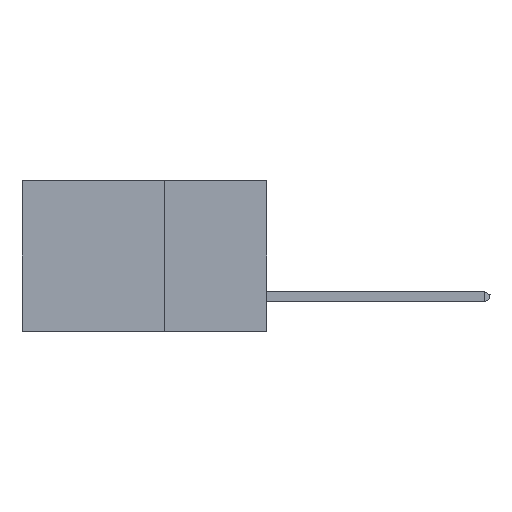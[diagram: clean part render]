
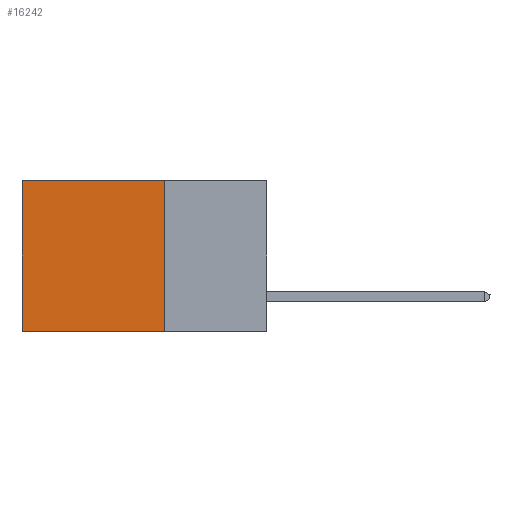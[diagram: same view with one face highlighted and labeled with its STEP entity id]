
A CAD part, left-side view. The second image highlights one B-rep face of the part: STEP entity #16242.
In plain terms, the highlighted planar face has unit normal (-1, 0, 0).
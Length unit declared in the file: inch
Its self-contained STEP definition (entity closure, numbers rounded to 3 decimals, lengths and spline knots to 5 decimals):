
#1250 = LINE ( 'NONE', #10671, #19400 ) ;
#1443 = CARTESIAN_POINT ( 'NONE',  ( 0.2875, 0.25, -0.37 ) ) ;
#2494 = CARTESIAN_POINT ( 'NONE',  ( 0.2875, 0.25, 0. ) ) ;
#6084 = VERTEX_POINT ( 'NONE', #9080 ) ;
#9080 = CARTESIAN_POINT ( 'NONE',  ( 0.2875, 0.6, 0. ) ) ;
#10367 = EDGE_CURVE ( 'NONE', #27586, #22217, #36977, .T. ) ;
#10671 = CARTESIAN_POINT ( 'NONE',  ( 0.2875, 0.6, 0. ) ) ;
#10690 = EDGE_CURVE ( 'NONE', #34316, #27586, #30399, .T. ) ;
#11276 = DIRECTION ( 'NONE',  ( 0., 0., -1. ) ) ;
#11695 = DIRECTION ( 'NONE',  ( 1., 0., 0. ) ) ;
#13814 = ORIENTED_EDGE ( 'NONE', *, *, #20019, .T. ) ;
#15261 = DIRECTION ( 'NONE',  ( 0., 1., 0. ) ) ;
#16083 = EDGE_CURVE ( 'NONE', #6084, #22217, #1250, .T. ) ;
#16242 = ADVANCED_FACE ( 'NONE', ( #18191 ), #18592, .F. ) ;
#18191 = FACE_OUTER_BOUND ( 'NONE', #23798, .T. ) ;
#18592 = PLANE ( 'NONE',  #27384 ) ;
#18890 = CARTESIAN_POINT ( 'NONE',  ( 0.2875, 0.6, -0.37 ) ) ;
#19400 = VECTOR ( 'NONE', #11276, 39.37008 ) ;
#20016 = VECTOR ( 'NONE', #15261, 39.37008 ) ;
#20019 = EDGE_CURVE ( 'NONE', #34316, #6084, #31142, .T. ) ;
#22217 = VERTEX_POINT ( 'NONE', #18890 ) ;
#23326 = VECTOR ( 'NONE', #30501, 39.37008 ) ;
#23798 = EDGE_LOOP ( 'NONE', ( #38353, #32456, #37058, #13814 ) ) ;
#25910 = VECTOR ( 'NONE', #26649, 39.37008 ) ;
#26649 = DIRECTION ( 'NONE',  ( 0., 0., -1. ) ) ;
#27384 = AXIS2_PLACEMENT_3D ( 'NONE', #28001, #11695, #40940 ) ;
#27586 = VERTEX_POINT ( 'NONE', #41300 ) ;
#28001 = CARTESIAN_POINT ( 'NONE',  ( 0.2875, 0.25, 0. ) ) ;
#30399 = LINE ( 'NONE', #39998, #25910 ) ;
#30501 = DIRECTION ( 'NONE',  ( 0., 1., 0. ) ) ;
#31142 = LINE ( 'NONE', #2494, #20016 ) ;
#32456 = ORIENTED_EDGE ( 'NONE', *, *, #10367, .F. ) ;
#34316 = VERTEX_POINT ( 'NONE', #40037 ) ;
#36977 = LINE ( 'NONE', #1443, #23326 ) ;
#37058 = ORIENTED_EDGE ( 'NONE', *, *, #10690, .F. ) ;
#38353 = ORIENTED_EDGE ( 'NONE', *, *, #16083, .T. ) ;
#39998 = CARTESIAN_POINT ( 'NONE',  ( 0.2875, 0.25, 0. ) ) ;
#40037 = CARTESIAN_POINT ( 'NONE',  ( 0.2875, 0.25, 0. ) ) ;
#40940 = DIRECTION ( 'NONE',  ( 0., 0., -1. ) ) ;
#41300 = CARTESIAN_POINT ( 'NONE',  ( 0.2875, 0.25, -0.37 ) ) ;
